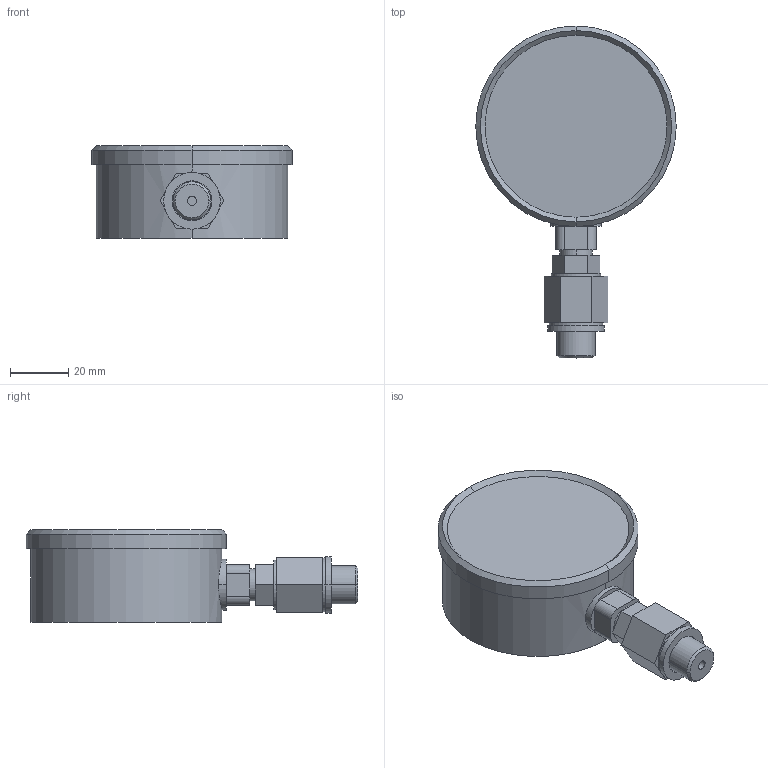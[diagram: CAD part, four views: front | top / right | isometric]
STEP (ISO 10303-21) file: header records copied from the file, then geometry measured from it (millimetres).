
FILE_DESCRIPTION((''),'2;1');
FILE_NAME('ILCM47221002','2018-02-28T',('gar'),(''),'PRO/ENGINEER BY PARAMETRIC TECHNOLOGY CORPORATION, 2013320','PRO/ENGINEER BY PARAMETRIC TECHNOLOGY CORPORATION, 2013320','');
FILE_SCHEMA(('AUTOMOTIVE_DESIGN { 1 0 10303 214 1 1 1 1 }'));
Length unit declared in the file: millimetre
Products named in the file (1): ILCM47221002
Bounding box: 69.09 x 114.36 x 32 mm (x, y, z)
Volume: 116100.9 mm3; surface area: 17950.7 mm2
Topology: 1 solids, 2 shells, 69 faces, 153 edges, 100 vertices
Faces by surface type: plane 33, cylinder 28, cone 8
Entity records: 2013 total; most frequent: CARTESIAN_POINT 364, DIRECTION 351, ORIENTED_EDGE 306, EDGE_CURVE 153, AXIS2_PLACEMENT_3D 133, VERTEX_POINT 100, VECTOR 85, LINE 85
